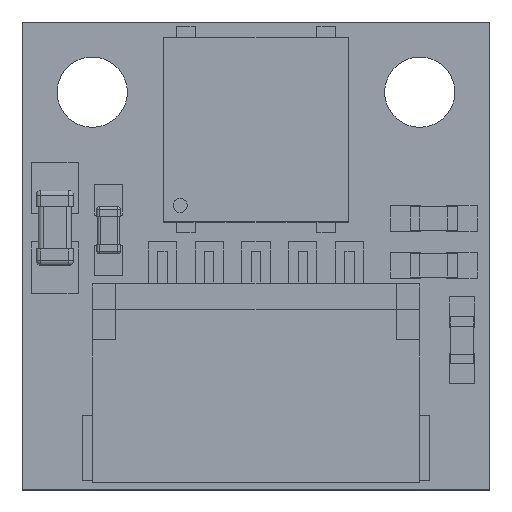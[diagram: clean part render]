
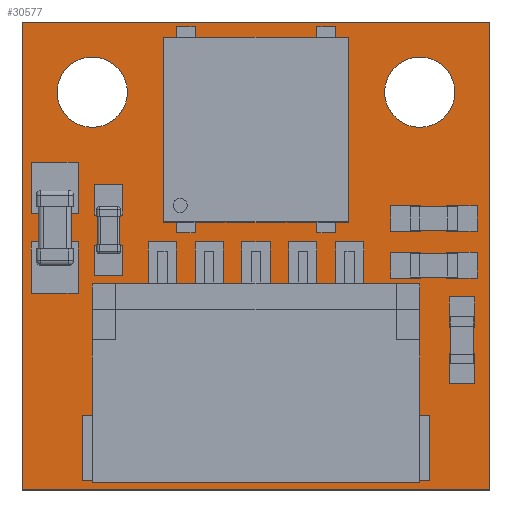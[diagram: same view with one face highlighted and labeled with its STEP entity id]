
A CAD part, top view. The second image highlights one B-rep face of the part: STEP entity #30577.
In plain terms, the highlighted planar face has unit normal (0, 0, 1).
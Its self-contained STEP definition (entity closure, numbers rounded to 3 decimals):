
#30101 = VERTEX_POINT('',#30102);
#30102 = CARTESIAN_POINT('',(15.,10.,0.6));
#30109 = PLANE('',#30110);
#30110 = AXIS2_PLACEMENT_3D('',#30111,#30112,#30113);
#30111 = CARTESIAN_POINT('',(15.,10.,0.));
#30112 = DIRECTION('',(0.,1.,0.));
#30113 = DIRECTION('',(1.,0.,0.));
#30121 = PLANE('',#30122);
#30122 = AXIS2_PLACEMENT_3D('',#30123,#30124,#30125);
#30123 = CARTESIAN_POINT('',(15.,20.,0.));
#30124 = DIRECTION('',(1.,0.,0.));
#30125 = DIRECTION('',(0.,-1.,0.));
#30133 = EDGE_CURVE('',#30101,#30134,#30136,.T.);
#30134 = VERTEX_POINT('',#30135);
#30135 = CARTESIAN_POINT('',(25.,10.,0.6));
#30136 = SURFACE_CURVE('',#30137,(#30141,#30148),.PCURVE_S1.);
#30137 = LINE('',#30138,#30139);
#30138 = CARTESIAN_POINT('',(15.,10.,0.6));
#30139 = VECTOR('',#30140,1.);
#30140 = DIRECTION('',(1.,0.,0.));
#30141 = PCURVE('',#30109,#30142);
#30142 = DEFINITIONAL_REPRESENTATION('',(#30143),#30147);
#30143 = LINE('',#30144,#30145);
#30144 = CARTESIAN_POINT('',(0.,-0.6));
#30145 = VECTOR('',#30146,1.);
#30146 = DIRECTION('',(1.,0.));
#30147 = ( GEOMETRIC_REPRESENTATION_CONTEXT(2) 
PARAMETRIC_REPRESENTATION_CONTEXT() REPRESENTATION_CONTEXT('2D SPACE',''
  ) );
#30148 = PCURVE('',#30149,#30154);
#30149 = PLANE('',#30150);
#30150 = AXIS2_PLACEMENT_3D('',#30151,#30152,#30153);
#30151 = CARTESIAN_POINT('',(20.,15.,0.6));
#30152 = DIRECTION('',(0.,0.,1.));
#30153 = DIRECTION('',(1.,0.,-0.));
#30154 = DEFINITIONAL_REPRESENTATION('',(#30155),#30159);
#30155 = LINE('',#30156,#30157);
#30156 = CARTESIAN_POINT('',(-5.,-5.));
#30157 = VECTOR('',#30158,1.);
#30158 = DIRECTION('',(1.,0.));
#30159 = ( GEOMETRIC_REPRESENTATION_CONTEXT(2) 
PARAMETRIC_REPRESENTATION_CONTEXT() REPRESENTATION_CONTEXT('2D SPACE',''
  ) );
#30177 = PLANE('',#30178);
#30178 = AXIS2_PLACEMENT_3D('',#30179,#30180,#30181);
#30179 = CARTESIAN_POINT('',(25.,10.,0.));
#30180 = DIRECTION('',(-1.,0.,0.));
#30181 = DIRECTION('',(0.,1.,0.));
#30221 = VERTEX_POINT('',#30222);
#30222 = CARTESIAN_POINT('',(15.,20.,0.6));
#30236 = PLANE('',#30237);
#30237 = AXIS2_PLACEMENT_3D('',#30238,#30239,#30240);
#30238 = CARTESIAN_POINT('',(25.,20.,0.));
#30239 = DIRECTION('',(0.,-1.,0.));
#30240 = DIRECTION('',(-1.,0.,0.));
#30248 = EDGE_CURVE('',#30221,#30101,#30249,.T.);
#30249 = SURFACE_CURVE('',#30250,(#30254,#30261),.PCURVE_S1.);
#30250 = LINE('',#30251,#30252);
#30251 = CARTESIAN_POINT('',(15.,20.,0.6));
#30252 = VECTOR('',#30253,1.);
#30253 = DIRECTION('',(0.,-1.,0.));
#30254 = PCURVE('',#30121,#30255);
#30255 = DEFINITIONAL_REPRESENTATION('',(#30256),#30260);
#30256 = LINE('',#30257,#30258);
#30257 = CARTESIAN_POINT('',(0.,-0.6));
#30258 = VECTOR('',#30259,1.);
#30259 = DIRECTION('',(1.,0.));
#30260 = ( GEOMETRIC_REPRESENTATION_CONTEXT(2) 
PARAMETRIC_REPRESENTATION_CONTEXT() REPRESENTATION_CONTEXT('2D SPACE',''
  ) );
#30261 = PCURVE('',#30149,#30262);
#30262 = DEFINITIONAL_REPRESENTATION('',(#30263),#30267);
#30263 = LINE('',#30264,#30265);
#30264 = CARTESIAN_POINT('',(-5.,5.));
#30265 = VECTOR('',#30266,1.);
#30266 = DIRECTION('',(0.,-1.));
#30267 = ( GEOMETRIC_REPRESENTATION_CONTEXT(2) 
PARAMETRIC_REPRESENTATION_CONTEXT() REPRESENTATION_CONTEXT('2D SPACE',''
  ) );
#30295 = EDGE_CURVE('',#30134,#30296,#30298,.T.);
#30296 = VERTEX_POINT('',#30297);
#30297 = CARTESIAN_POINT('',(25.,20.,0.6));
#30298 = SURFACE_CURVE('',#30299,(#30303,#30310),.PCURVE_S1.);
#30299 = LINE('',#30300,#30301);
#30300 = CARTESIAN_POINT('',(25.,10.,0.6));
#30301 = VECTOR('',#30302,1.);
#30302 = DIRECTION('',(0.,1.,0.));
#30303 = PCURVE('',#30177,#30304);
#30304 = DEFINITIONAL_REPRESENTATION('',(#30305),#30309);
#30305 = LINE('',#30306,#30307);
#30306 = CARTESIAN_POINT('',(0.,-0.6));
#30307 = VECTOR('',#30308,1.);
#30308 = DIRECTION('',(1.,0.));
#30309 = ( GEOMETRIC_REPRESENTATION_CONTEXT(2) 
PARAMETRIC_REPRESENTATION_CONTEXT() REPRESENTATION_CONTEXT('2D SPACE',''
  ) );
#30310 = PCURVE('',#30149,#30311);
#30311 = DEFINITIONAL_REPRESENTATION('',(#30312),#30316);
#30312 = LINE('',#30313,#30314);
#30313 = CARTESIAN_POINT('',(5.,-5.));
#30314 = VECTOR('',#30315,1.);
#30315 = DIRECTION('',(0.,1.));
#30316 = ( GEOMETRIC_REPRESENTATION_CONTEXT(2) 
PARAMETRIC_REPRESENTATION_CONTEXT() REPRESENTATION_CONTEXT('2D SPACE',''
  ) );
#30366 = EDGE_CURVE('',#30296,#30221,#30367,.T.);
#30367 = SURFACE_CURVE('',#30368,(#30372,#30379),.PCURVE_S1.);
#30368 = LINE('',#30369,#30370);
#30369 = CARTESIAN_POINT('',(25.,20.,0.6));
#30370 = VECTOR('',#30371,1.);
#30371 = DIRECTION('',(-1.,0.,0.));
#30372 = PCURVE('',#30236,#30373);
#30373 = DEFINITIONAL_REPRESENTATION('',(#30374),#30378);
#30374 = LINE('',#30375,#30376);
#30375 = CARTESIAN_POINT('',(0.,-0.6));
#30376 = VECTOR('',#30377,1.);
#30377 = DIRECTION('',(1.,0.));
#30378 = ( GEOMETRIC_REPRESENTATION_CONTEXT(2) 
PARAMETRIC_REPRESENTATION_CONTEXT() REPRESENTATION_CONTEXT('2D SPACE',''
  ) );
#30379 = PCURVE('',#30149,#30380);
#30380 = DEFINITIONAL_REPRESENTATION('',(#30381),#30385);
#30381 = LINE('',#30382,#30383);
#30382 = CARTESIAN_POINT('',(5.,5.));
#30383 = VECTOR('',#30384,1.);
#30384 = DIRECTION('',(-1.,0.));
#30385 = ( GEOMETRIC_REPRESENTATION_CONTEXT(2) 
PARAMETRIC_REPRESENTATION_CONTEXT() REPRESENTATION_CONTEXT('2D SPACE',''
  ) );
#30422 = CYLINDRICAL_SURFACE('',#30423,0.751);
#30423 = AXIS2_PLACEMENT_3D('',#30424,#30425,#30426);
#30424 = CARTESIAN_POINT('',(16.5,18.5,0.));
#30425 = DIRECTION('',(-0.,-0.,-1.));
#30426 = DIRECTION('',(1.,0.,0.));
#30442 = VERTEX_POINT('',#30443);
#30443 = CARTESIAN_POINT('',(17.251,18.5,0.6));
#30464 = EDGE_CURVE('',#30442,#30442,#30465,.T.);
#30465 = SURFACE_CURVE('',#30466,(#30471,#30478),.PCURVE_S1.);
#30466 = CIRCLE('',#30467,0.751);
#30467 = AXIS2_PLACEMENT_3D('',#30468,#30469,#30470);
#30468 = CARTESIAN_POINT('',(16.5,18.5,0.6));
#30469 = DIRECTION('',(0.,0.,1.));
#30470 = DIRECTION('',(1.,0.,-0.));
#30471 = PCURVE('',#30422,#30472);
#30472 = DEFINITIONAL_REPRESENTATION('',(#30473),#30477);
#30473 = LINE('',#30474,#30475);
#30474 = CARTESIAN_POINT('',(6.283,-0.6));
#30475 = VECTOR('',#30476,1.);
#30476 = DIRECTION('',(-1.,0.));
#30477 = ( GEOMETRIC_REPRESENTATION_CONTEXT(2) 
PARAMETRIC_REPRESENTATION_CONTEXT() REPRESENTATION_CONTEXT('2D SPACE',''
  ) );
#30478 = PCURVE('',#30149,#30479);
#30479 = DEFINITIONAL_REPRESENTATION('',(#30480),#30484);
#30480 = CIRCLE('',#30481,0.751);
#30481 = AXIS2_PLACEMENT_2D('',#30482,#30483);
#30482 = CARTESIAN_POINT('',(-3.5,3.5));
#30483 = DIRECTION('',(1.,0.));
#30484 = ( GEOMETRIC_REPRESENTATION_CONTEXT(2) 
PARAMETRIC_REPRESENTATION_CONTEXT() REPRESENTATION_CONTEXT('2D SPACE',''
  ) );
#30500 = CYLINDRICAL_SURFACE('',#30501,0.751);
#30501 = AXIS2_PLACEMENT_3D('',#30502,#30503,#30504);
#30502 = CARTESIAN_POINT('',(23.5,18.5,0.));
#30503 = DIRECTION('',(-0.,-0.,-1.));
#30504 = DIRECTION('',(1.,0.,0.));
#30520 = VERTEX_POINT('',#30521);
#30521 = CARTESIAN_POINT('',(24.251,18.5,0.6));
#30542 = EDGE_CURVE('',#30520,#30520,#30543,.T.);
#30543 = SURFACE_CURVE('',#30544,(#30549,#30556),.PCURVE_S1.);
#30544 = CIRCLE('',#30545,0.751);
#30545 = AXIS2_PLACEMENT_3D('',#30546,#30547,#30548);
#30546 = CARTESIAN_POINT('',(23.5,18.5,0.6));
#30547 = DIRECTION('',(0.,0.,1.));
#30548 = DIRECTION('',(1.,0.,-0.));
#30549 = PCURVE('',#30500,#30550);
#30550 = DEFINITIONAL_REPRESENTATION('',(#30551),#30555);
#30551 = LINE('',#30552,#30553);
#30552 = CARTESIAN_POINT('',(6.283,-0.6));
#30553 = VECTOR('',#30554,1.);
#30554 = DIRECTION('',(-1.,0.));
#30555 = ( GEOMETRIC_REPRESENTATION_CONTEXT(2) 
PARAMETRIC_REPRESENTATION_CONTEXT() REPRESENTATION_CONTEXT('2D SPACE',''
  ) );
#30556 = PCURVE('',#30149,#30557);
#30557 = DEFINITIONAL_REPRESENTATION('',(#30558),#30562);
#30558 = CIRCLE('',#30559,0.751);
#30559 = AXIS2_PLACEMENT_2D('',#30560,#30561);
#30560 = CARTESIAN_POINT('',(3.5,3.5));
#30561 = DIRECTION('',(1.,0.));
#30562 = ( GEOMETRIC_REPRESENTATION_CONTEXT(2) 
PARAMETRIC_REPRESENTATION_CONTEXT() REPRESENTATION_CONTEXT('2D SPACE',''
  ) );
#30577 = ADVANCED_FACE('',(#30578,#30584,#30587),#30149,.T.);
#30578 = FACE_BOUND('',#30579,.T.);
#30579 = EDGE_LOOP('',(#30580,#30581,#30582,#30583));
#30580 = ORIENTED_EDGE('',*,*,#30133,.T.);
#30581 = ORIENTED_EDGE('',*,*,#30295,.T.);
#30582 = ORIENTED_EDGE('',*,*,#30366,.T.);
#30583 = ORIENTED_EDGE('',*,*,#30248,.T.);
#30584 = FACE_BOUND('',#30585,.T.);
#30585 = EDGE_LOOP('',(#30586));
#30586 = ORIENTED_EDGE('',*,*,#30464,.F.);
#30587 = FACE_BOUND('',#30588,.T.);
#30588 = EDGE_LOOP('',(#30589));
#30589 = ORIENTED_EDGE('',*,*,#30542,.F.);
